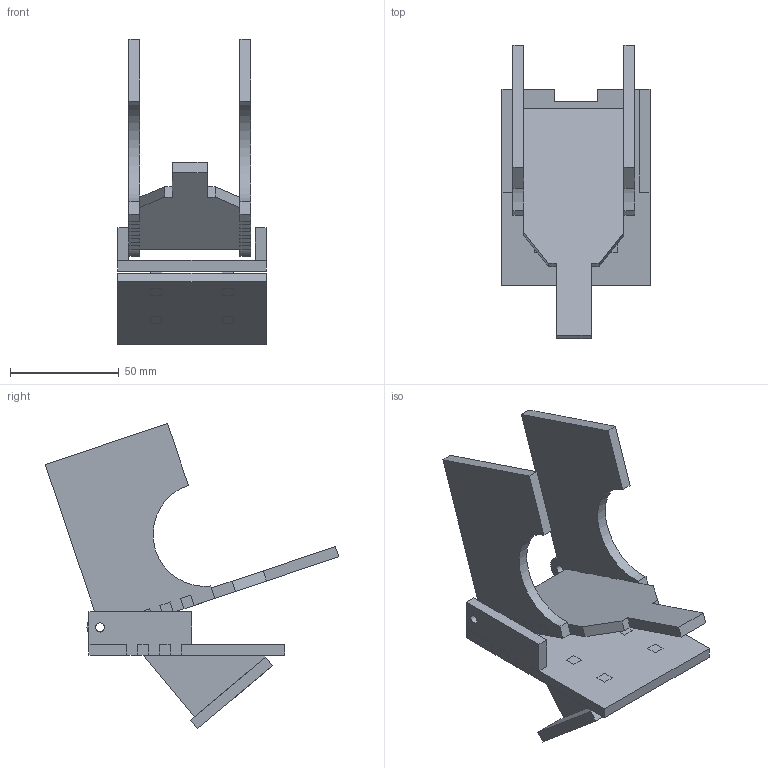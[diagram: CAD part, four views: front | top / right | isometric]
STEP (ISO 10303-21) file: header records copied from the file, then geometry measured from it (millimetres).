
FILE_DESCRIPTION (( 'STEP AP203' ), '1' );
FILE_NAME ('Catapulte.STEP', '2018-04-11T17:55:56', ( '' ), ( '' ), 'SwSTEP 2.0', 'SolidWorks 2017', '' );
FILE_SCHEMA (( 'CONFIG_CONTROL_DESIGN' ));
Length unit declared in the file: millimetre
Products named in the file (7): Cale1; Catapulte_Support_Accroche; Catapulte_Accroche_Lanceur; Catapulte_Support; Catapulte; Catapulte_Lanceur; Cale2
Assembly tree (9 placements, depth 2):
  Catapulte
    Catapulte_Lanceur
    Catapulte_Support
    Catapulte_Support_Accroche  x2
    Catapulte_Accroche_Lanceur  x2
    Cale1  x2
    Cale2
Bounding box: 68 x 134.82 x 140.18 mm (x, y, z)
Volume: 120159.8 mm3; surface area: 60900.2 mm2
Topology: 9 solids, 9 shells, 256 faces, 714 edges, 476 vertices
Faces by surface type: plane 242, cylinder 14
Entity records: 6757 total; most frequent: CARTESIAN_POINT 1068, ORIENTED_EDGE 1044, DIRECTION 932, EDGE_CURVE 522, VECTOR 508, LINE 508, VERTEX_POINT 348, AXIS2_PLACEMENT_3D 212
